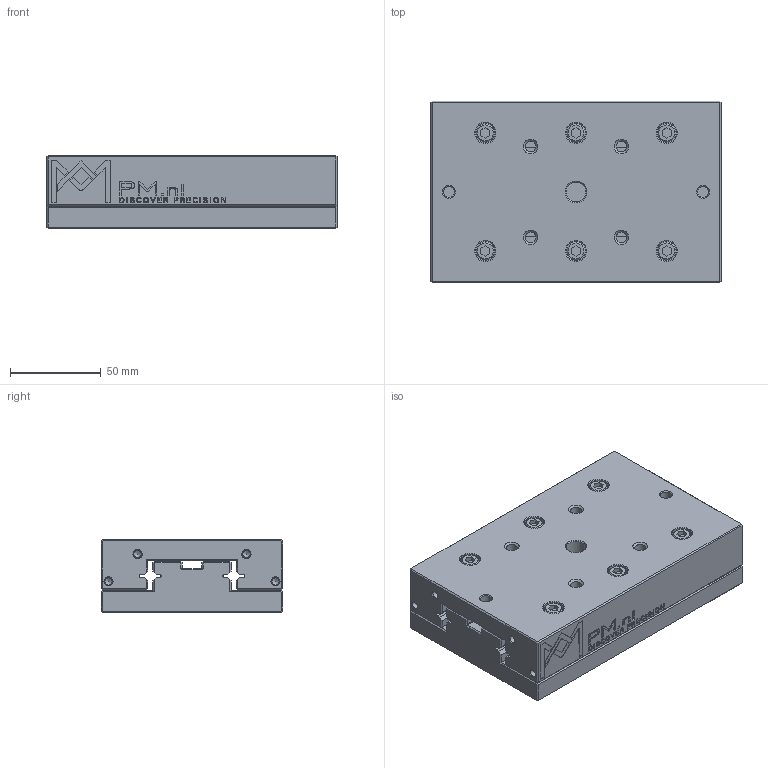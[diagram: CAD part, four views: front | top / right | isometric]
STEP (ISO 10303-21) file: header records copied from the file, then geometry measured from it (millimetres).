
FILE_DESCRIPTION(/* description */ (''),/* implementation_level */ '2;1');
FILE_NAME(/* name */ 'RTA-6150.stp',/* time_stamp */ '2024-09-11T12:12:44+02:00',/* author */ (''),/* organization */ (''),/* preprocessor_version */ 'ST-DEVELOPER v16.7',/* originating_system */ 'SIEMENS PLM Software NX 12.0',/* authorisation */ '');
FILE_SCHEMA (('AUTOMOTIVE_DESIGN { 1 0 10303 214 3 1 1 1 }'));
Length unit declared in the file: millimetre
Products named in the file (1): RTA-6150_stp
Bounding box: 160 x 100 x 40 mm (x, y, z)
Volume: 594083.3 mm3; surface area: 107086.4 mm2
Topology: 2 solids, 2 shells, 973 faces, 2443 edges, 1582 vertices
Faces by surface type: plane 672, bspline 180, cone 65, cylinder 56
Full cylindrical faces by diameter (mm): 4 x8, 6 x9, 6.8 x4, 10 x12, 11 x17
Entity records: 32986 total; most frequent: CARTESIAN_POINT 7338, ORIENTED_EDGE 4622, DIRECTION 3712, EDGE_CURVE 2311, LINE 1778, VECTOR 1778, VERTEX_POINT 1569, EDGE_LOOP 1214
